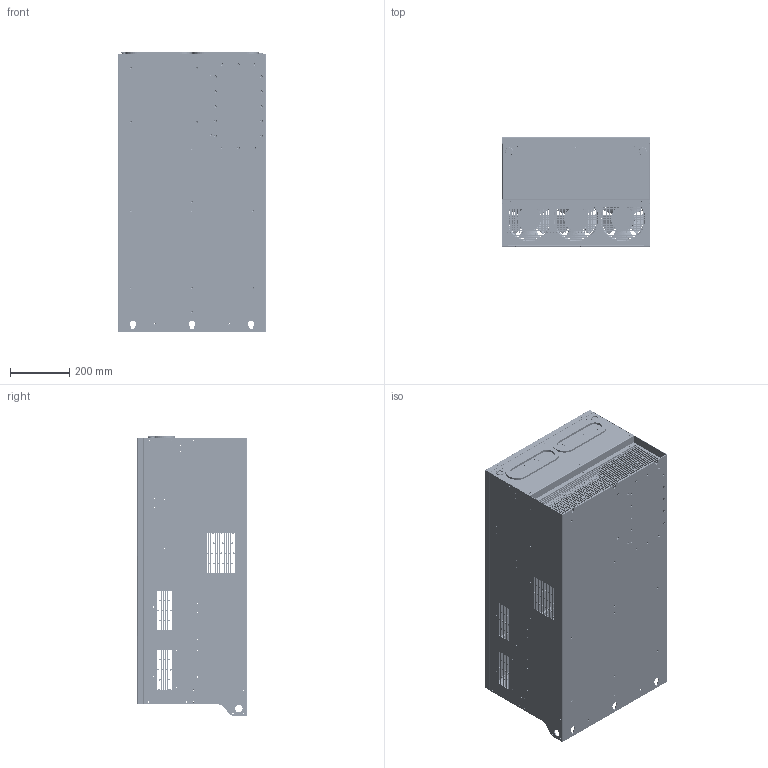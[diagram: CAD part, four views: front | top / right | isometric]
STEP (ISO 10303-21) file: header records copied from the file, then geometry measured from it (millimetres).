
FILE_DESCRIPTION((''),'2;1');
FILE_NAME('SD600-4T-200-250KW','2021-05-06T',('ranqinwen'),(''),'CREO PARAMETRIC BY PTC INC, 2016260','CREO PARAMETRIC BY PTC INC, 2016260','');
FILE_SCHEMA(('AUTOMOTIVE_DESIGN { 1 0 10303 214 1 1 1 1 }'));
Products named in the file (1): SD600-4T-200-250KW
Bounding box: 500 x 369.5 x 946.5 mm (x, y, z)
Surface area: 11366022.2 mm2 (no closed solid volume)
Topology: 0 solids, 94 shells, 9338 faces, 25279 edges, 16447 vertices
Faces by surface type: plane 5942, cylinder 2302, cone 949, bspline 107, torus 38
Entity records: 442841 total; most frequent: CARTESIAN_POINT 60749, ORIENTED_EDGE 50226, DIRECTION 49305, PRESENTATION_STYLE_ASSIGNMENT 34505, STYLED_ITEM 25207, CURVE_STYLE 25113, EDGE_CURVE 25113, VECTOR 17323
